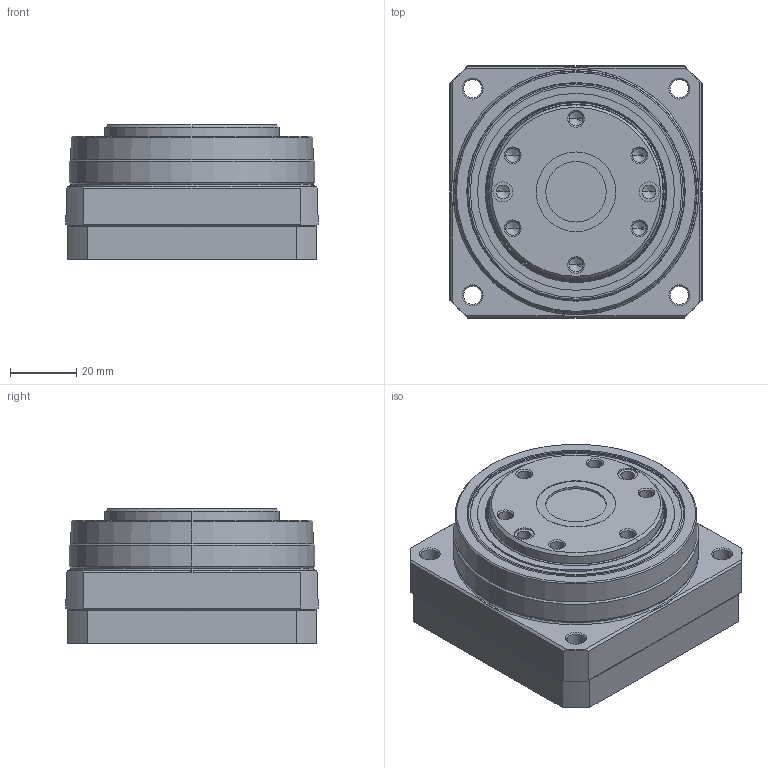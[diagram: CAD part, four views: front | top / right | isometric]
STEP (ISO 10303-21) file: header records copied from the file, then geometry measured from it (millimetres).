
FILE_DESCRIPTION (( 'STEP AP214' ), '1' );
FILE_NAME ('outside_C2A9609_CSF-14-xx-2UP-SP-D.STEP', '2018-09-27T05:05:24', ( 'Windows ユーザー' ), ( '' ), 'SwSTEP 2.0', 'SolidWorks 2015', '' );
FILE_SCHEMA (( 'AUTOMOTIVE_DESIGN' ));
Length unit declared in the file: millimetre
Products named in the file (3): outside_C2A9609_CSF-14-xx-2UP-SP-D_fixed; outside_C2A9609_CSF-14-xx-2UP-SP-D; outside_CSF-14-xx-2UP_output
Assembly tree (2 placements, depth 2):
  outside_C2A9609_CSF-14-xx-2UP-SP-D
    outside_C2A9609_CSF-14-xx-2UP-SP-D_fixed
    outside_CSF-14-xx-2UP_output
Bounding box: 75.93 x 75.93 x 40.5 mm (x, y, z)
Volume: 166798.1 mm3; surface area: 48729.5 mm2
Topology: 2 solids, 2 shells, 728 faces, 1917 edges, 1224 vertices
Faces by surface type: cylinder 235, plane 194, cone 155, bspline 136, torus 8
Entity records: 34334 total; most frequent: CARTESIAN_POINT 9115, ORIENTED_EDGE 3710, DIRECTION 3526, EDGE_CURVE 1855, AXIS2_PLACEMENT_3D 1507, VERTEX_POINT 1224, CIRCLE 910, EDGE_LOOP 839
